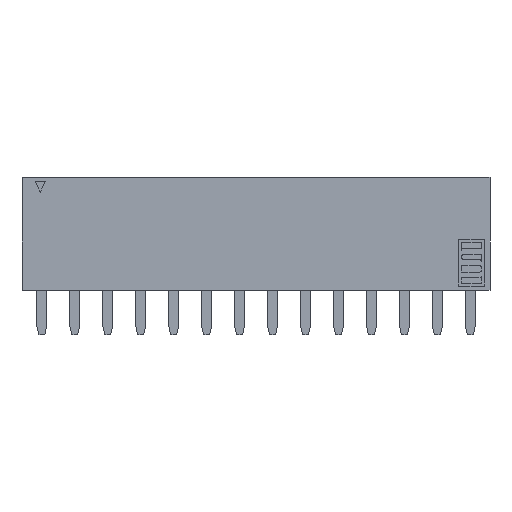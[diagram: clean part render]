
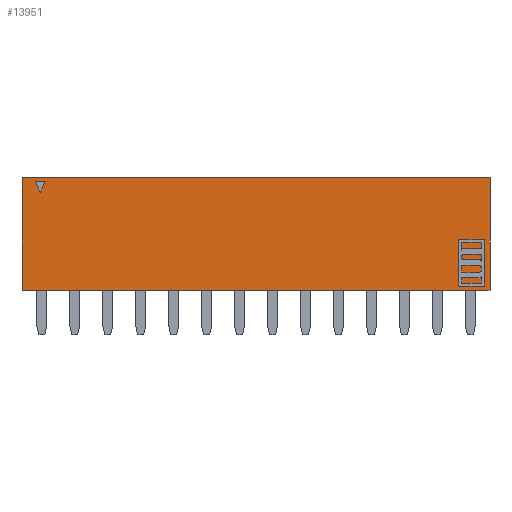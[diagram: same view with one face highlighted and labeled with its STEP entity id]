
A CAD part, front view. The second image highlights one B-rep face of the part: STEP entity #13951.
In plain terms, the highlighted face is planar.
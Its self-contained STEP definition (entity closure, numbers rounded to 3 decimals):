
#922=FACE_OUTER_BOUND('',#1680,.T.);
#1680=EDGE_LOOP('',(#10524,#10525,#10526,#10527));
#2980=LINE('',#21106,#4704);
#2987=LINE('',#21120,#4711);
#2989=LINE('',#21124,#4713);
#2990=LINE('',#21125,#4714);
#4704=VECTOR('',#16993,1000.);
#4711=VECTOR('',#17006,1000.);
#4713=VECTOR('',#17010,1000.);
#4714=VECTOR('',#17011,10.);
#6148=VERTEX_POINT('',#21103);
#6149=VERTEX_POINT('',#21105);
#6153=VERTEX_POINT('',#21119);
#6154=VERTEX_POINT('',#21123);
#7792=EDGE_CURVE('',#6149,#6148,#2980,.T.);
#7799=EDGE_CURVE('',#6153,#6149,#2987,.T.);
#7801=EDGE_CURVE('',#6153,#6154,#2989,.T.);
#7802=EDGE_CURVE('',#6148,#6154,#2990,.T.);
#10524=ORIENTED_EDGE('',*,*,#7801,.F.);
#10525=ORIENTED_EDGE('',*,*,#7799,.T.);
#10526=ORIENTED_EDGE('',*,*,#7792,.T.);
#10527=ORIENTED_EDGE('',*,*,#7802,.T.);
#13382=PLANE('',#14794);
#13951=ADVANCED_FACE('',(#922),#13382,.T.);
#14794=AXIS2_PLACEMENT_3D('',#21122,#17008,#17009);
#16993=DIRECTION('',(0.,-1.,0.));
#17006=DIRECTION('',(-1.,0.,0.));
#17008=DIRECTION('center_axis',(0.,0.,1.));
#17009=DIRECTION('ref_axis',(1.,0.,0.));
#17010=DIRECTION('',(0.,-1.,0.));
#17011=DIRECTION('',(1.,0.,0.));
#21103=CARTESIAN_POINT('',(0.,-0.2,0.));
#21105=CARTESIAN_POINT('',(0.,8.5,0.));
#21106=CARTESIAN_POINT('',(0.,0.5,0.));
#21119=CARTESIAN_POINT('',(36.06,8.5,0.));
#21120=CARTESIAN_POINT('',(-12.7,8.5,0.));
#21122=CARTESIAN_POINT('Origin',(-12.7,0.,0.));
#21123=CARTESIAN_POINT('',(36.06,-0.2,0.));
#21124=CARTESIAN_POINT('',(36.06,0.,0.));
#21125=CARTESIAN_POINT('',(-12.7,-0.2,0.));
